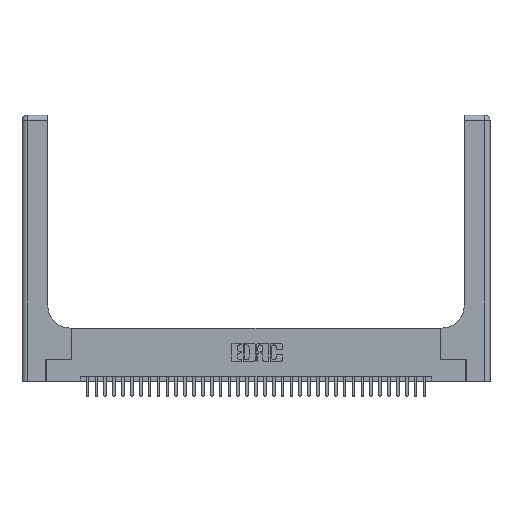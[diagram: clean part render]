
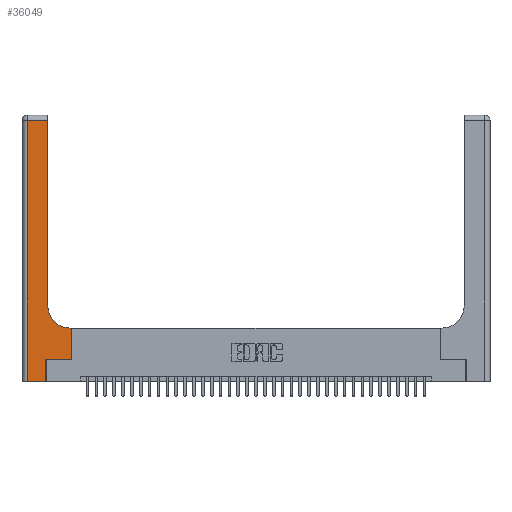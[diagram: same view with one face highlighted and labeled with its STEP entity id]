
A CAD part, top view. The second image highlights one B-rep face of the part: STEP entity #36049.
In plain terms, the highlighted planar face has unit normal (0, 0, 1).
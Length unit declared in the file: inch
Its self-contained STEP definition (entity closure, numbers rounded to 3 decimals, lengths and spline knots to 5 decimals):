
#56 = ORIENTED_EDGE ( 'NONE', *, *, #21226, .T. ) ;
#502 = PLANE ( 'NONE',  #30917 ) ;
#1746 = DIRECTION ( 'NONE',  ( -1., 0., 0. ) ) ;
#2069 = LINE ( 'NONE', #10336, #20949 ) ;
#2742 = ORIENTED_EDGE ( 'NONE', *, *, #9337, .T. ) ;
#3005 = DIRECTION ( 'NONE',  ( 0., 0., -1. ) ) ;
#3176 = AXIS2_PLACEMENT_3D ( 'NONE', #21721, #4910, #10558 ) ;
#4032 = CARTESIAN_POINT ( 'NONE',  ( 0., 0., 0.37 ) ) ;
#4910 = DIRECTION ( 'NONE',  ( 0., 0., -1. ) ) ;
#5213 = ORIENTED_EDGE ( 'NONE', *, *, #33199, .T. ) ;
#5689 = VECTOR ( 'NONE', #27445, 39.37008 ) ;
#6020 = VERTEX_POINT ( 'NONE', #35484 ) ;
#6298 = VECTOR ( 'NONE', #12118, 39.37008 ) ;
#6991 = CIRCLE ( 'NONE', #3176, 0.25 ) ;
#7888 = LINE ( 'NONE', #12341, #11810 ) ;
#8819 = VERTEX_POINT ( 'NONE', #10678 ) ;
#9337 = EDGE_CURVE ( 'NONE', #22495, #8819, #31367, .T. ) ;
#9725 = ORIENTED_EDGE ( 'NONE', *, *, #30334, .T. ) ;
#9839 = EDGE_CURVE ( 'NONE', #14557, #32292, #33546, .T. ) ;
#10336 = CARTESIAN_POINT ( 'NONE',  ( 0., 2.94, 0.37 ) ) ;
#10558 = DIRECTION ( 'NONE',  ( 1., 0., 0. ) ) ;
#10638 = CARTESIAN_POINT ( 'NONE',  ( 0.06, 3., 0.37 ) ) ;
#10678 = CARTESIAN_POINT ( 'NONE',  ( 0.5585, 0.6, 0.37 ) ) ;
#11241 = CARTESIAN_POINT ( 'NONE',  ( 0.2915, 0.6, 0.37 ) ) ;
#11258 = DIRECTION ( 'NONE',  ( -1., 0., 0. ) ) ;
#11568 = CARTESIAN_POINT ( 'NONE',  ( 0.2915, 3., 0.37 ) ) ;
#11753 = CARTESIAN_POINT ( 'NONE',  ( 0.2915, 0.85, 0.37 ) ) ;
#11810 = VECTOR ( 'NONE', #17852, 39.37008 ) ;
#11957 = ORIENTED_EDGE ( 'NONE', *, *, #12834, .T. ) ;
#12001 = LINE ( 'NONE', #11568, #24816 ) ;
#12118 = DIRECTION ( 'NONE',  ( 1., 0., 0. ) ) ;
#12341 = CARTESIAN_POINT ( 'NONE',  ( 0.269, 0.25, 0.37 ) ) ;
#12574 = EDGE_CURVE ( 'NONE', #6020, #14557, #16244, .T. ) ;
#12682 = LINE ( 'NONE', #11241, #35071 ) ;
#12834 = EDGE_CURVE ( 'NONE', #26253, #35341, #6991, .T. ) ;
#14077 = CARTESIAN_POINT ( 'NONE',  ( 0., 3., 0.37 ) ) ;
#14557 = VERTEX_POINT ( 'NONE', #21589 ) ;
#14653 = CARTESIAN_POINT ( 'NONE',  ( 0.5415, 0.6, 0.37 ) ) ;
#16244 = LINE ( 'NONE', #10638, #5689 ) ;
#16659 = VERTEX_POINT ( 'NONE', #24609 ) ;
#17668 = EDGE_CURVE ( 'NONE', #8819, #26253, #12682, .T. ) ;
#17852 = DIRECTION ( 'NONE',  ( 1., 0., 0. ) ) ;
#18596 = ORIENTED_EDGE ( 'NONE', *, *, #12574, .T. ) ;
#18950 = DIRECTION ( 'NONE',  ( 0., 1., 0. ) ) ;
#19118 = EDGE_CURVE ( 'NONE', #16659, #6020, #2069, .T. ) ;
#19475 = CARTESIAN_POINT ( 'NONE',  ( 0.269, 0.25, 0.37 ) ) ;
#19731 = ORIENTED_EDGE ( 'NONE', *, *, #19118, .T. ) ;
#20949 = VECTOR ( 'NONE', #1746, 39.37008 ) ;
#21049 = FACE_OUTER_BOUND ( 'NONE', #29241, .T. ) ;
#21226 = EDGE_CURVE ( 'NONE', #27790, #22495, #7888, .T. ) ;
#21589 = CARTESIAN_POINT ( 'NONE',  ( 0.06, 0., 0.37 ) ) ;
#21721 = CARTESIAN_POINT ( 'NONE',  ( 0.5415, 0.85, 0.37 ) ) ;
#22495 = VERTEX_POINT ( 'NONE', #35266 ) ;
#24609 = CARTESIAN_POINT ( 'NONE',  ( 0.2915, 2.94, 0.37 ) ) ;
#24816 = VECTOR ( 'NONE', #26157, 39.37008 ) ;
#25050 = CARTESIAN_POINT ( 'NONE',  ( 0.269, 0., 0.37 ) ) ;
#26157 = DIRECTION ( 'NONE',  ( 0., 1., 0. ) ) ;
#26253 = VERTEX_POINT ( 'NONE', #14653 ) ;
#26914 = ORIENTED_EDGE ( 'NONE', *, *, #9839, .T. ) ;
#27445 = DIRECTION ( 'NONE',  ( 0., -1., 0. ) ) ;
#27790 = VERTEX_POINT ( 'NONE', #19475 ) ;
#28894 = LINE ( 'NONE', #32143, #31518 ) ;
#29241 = EDGE_LOOP ( 'NONE', ( #5213, #19731, #18596, #26914, #9725, #56, #2742, #31243, #11957 ) ) ;
#30334 = EDGE_CURVE ( 'NONE', #32292, #27790, #28894, .T. ) ;
#30917 = AXIS2_PLACEMENT_3D ( 'NONE', #14077, #3005, #11258 ) ;
#31243 = ORIENTED_EDGE ( 'NONE', *, *, #17668, .T. ) ;
#31367 = LINE ( 'NONE', #33137, #31821 ) ;
#31518 = VECTOR ( 'NONE', #33242, 39.37008 ) ;
#31821 = VECTOR ( 'NONE', #18950, 39.37008 ) ;
#32143 = CARTESIAN_POINT ( 'NONE',  ( 0.269, 0., 0.37 ) ) ;
#32292 = VERTEX_POINT ( 'NONE', #25050 ) ;
#33137 = CARTESIAN_POINT ( 'NONE',  ( 0.5585, 0.25, 0.37 ) ) ;
#33199 = EDGE_CURVE ( 'NONE', #35341, #16659, #12001, .T. ) ;
#33242 = DIRECTION ( 'NONE',  ( 0., 1., 0. ) ) ;
#33546 = LINE ( 'NONE', #4032, #6298 ) ;
#33786 = DIRECTION ( 'NONE',  ( -1., 0., 0. ) ) ;
#35071 = VECTOR ( 'NONE', #33786, 39.37008 ) ;
#35266 = CARTESIAN_POINT ( 'NONE',  ( 0.5585, 0.25, 0.37 ) ) ;
#35341 = VERTEX_POINT ( 'NONE', #11753 ) ;
#35484 = CARTESIAN_POINT ( 'NONE',  ( 0.06, 2.94, 0.37 ) ) ;
#36049 = ADVANCED_FACE ( 'NONE', ( #21049 ), #502, .F. ) ;
